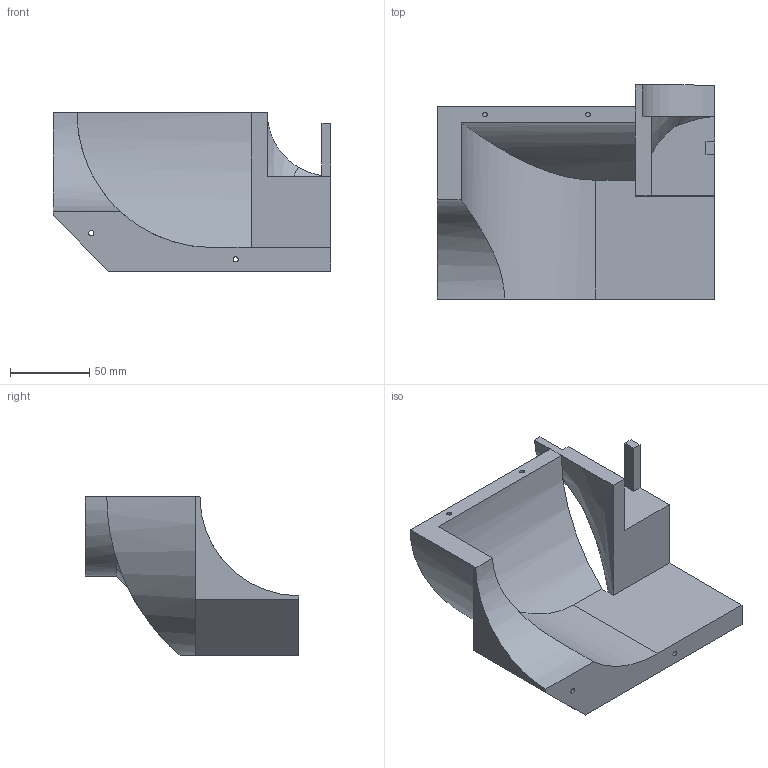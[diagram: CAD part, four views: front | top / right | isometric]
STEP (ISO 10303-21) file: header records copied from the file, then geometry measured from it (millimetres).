
FILE_DESCRIPTION(/* description */ (''),/* implementation_level */ '2;1');
FILE_NAME(/* name */ 'Chest-LeftCieling(Back).stp',/* time_stamp */ '2025-10-24T01:35:34-05:00',/* author */ ('aul12'),/* organization */ (''),/* preprocessor_version */ 'ST-DEVELOPER v19.2',/* originating_system */ 'Autodesk Inventor 2024',/* authorisation */ '');
FILE_SCHEMA (('AUTOMOTIVE_DESIGN { 1 0 10303 214 3 1 1 }'));
Length unit declared in the file: millimetre
Products named in the file (1): Chest
Bounding box: 175 x 135 x 100 mm (x, y, z)
Volume: 520522.5 mm3; surface area: 88634 mm2
Topology: 1 solids, 1 shells, 40 faces, 101 edges, 65 vertices
Faces by surface type: plane 23, cylinder 13, bspline 4
Full cylindrical faces by diameter (mm): 3 x2, 3.25 x2, 6.25 x2
Entity records: 1420 total; most frequent: CARTESIAN_POINT 420, ORIENTED_EDGE 202, DIRECTION 183, EDGE_CURVE 101, LINE 67, VECTOR 67, VERTEX_POINT 65, AXIS2_PLACEMENT_3D 58
